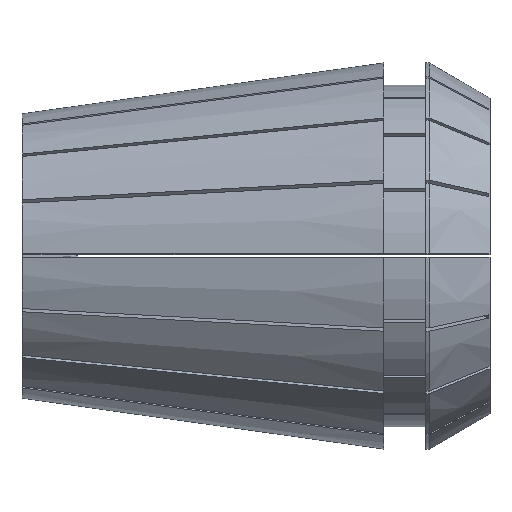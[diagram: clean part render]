
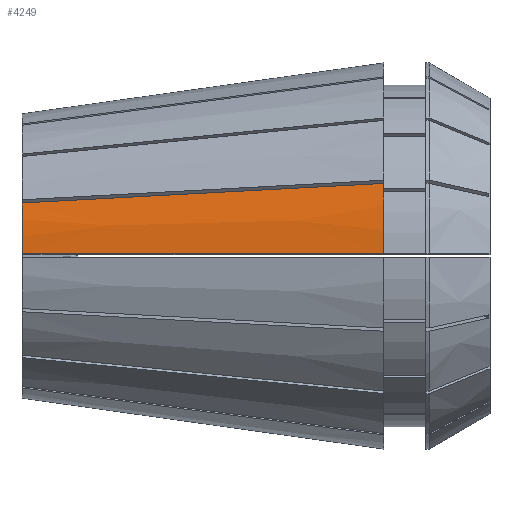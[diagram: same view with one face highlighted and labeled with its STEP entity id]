
A CAD part, top view. The second image highlights one B-rep face of the part: STEP entity #4249.
In plain terms, the highlighted conical face has half-angle 8 degrees and reference radius 16.5 mm.
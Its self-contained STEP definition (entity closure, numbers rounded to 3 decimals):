
#358 = ORIENTED_EDGE ( 'NONE', *, *, #4728, .T. ) ;
#383 = VERTEX_POINT ( 'NONE', #413 ) ;
#402 = CARTESIAN_POINT ( 'NONE',  ( 30.9, 6.176, 15.301 ) ) ;
#413 = CARTESIAN_POINT ( 'NONE',  ( 30.9, 0.15, 16.5 ) ) ;
#677 = AXIS2_PLACEMENT_3D ( 'NONE', #5966, #2943, #6497 ) ;
#863 = CARTESIAN_POINT ( 'NONE',  ( 27.569, 0.15, 16.031 ) ) ;
#887 = CARTESIAN_POINT ( 'NONE',  ( 0., 4.514, 11.289 ) ) ;
#1225 = DIRECTION ( 'NONE',  ( -1., 0., 0. ) ) ;
#1377 = CARTESIAN_POINT ( 'NONE',  ( 18.545, 0.15, 14.763 ) ) ;
#1416 = DIRECTION ( 'NONE',  ( 0., 0., -1. ) ) ;
#1745 = FACE_OUTER_BOUND ( 'NONE', #2540, .T. ) ;
#1886 = CARTESIAN_POINT ( 'NONE',  ( 3.83, 0.15, 12.695 ) ) ;
#2100 = CARTESIAN_POINT ( 'NONE',  ( 0., 0.15, 12.157 ) ) ;
#2370 = CARTESIAN_POINT ( 'NONE',  ( 1.277, 0.15, 12.336 ) ) ;
#2488 = CIRCLE ( 'NONE', #677, 12.158 ) ;
#2498 = EDGE_CURVE ( 'NONE', #2719, #3137, #2488, .T. ) ;
#2540 = EDGE_LOOP ( 'NONE', ( #2798, #358, #6580, #6020 ) ) ;
#2719 = VERTEX_POINT ( 'NONE', #2100 ) ;
#2798 = ORIENTED_EDGE ( 'NONE', *, *, #5011, .T. ) ;
#2898 = DIRECTION ( 'NONE',  ( 1., 0., 0. ) ) ;
#2943 = DIRECTION ( 'NONE',  ( -1., 0., 0. ) ) ;
#3137 = VERTEX_POINT ( 'NONE', #4875 ) ;
#3332 = CARTESIAN_POINT ( 'NONE',  ( 30.9, 0.15, 16.5 ) ) ;
#3402 = CARTESIAN_POINT ( 'NONE',  ( 30.9, 0., 0. ) ) ;
#3538 = CIRCLE ( 'NONE', #4493, 16.5 ) ;
#3862 = CARTESIAN_POINT ( 'NONE',  ( 10.3, 5.068, 12.626 ) ) ;
#3987 = EDGE_CURVE ( 'NONE', #383, #2719, #5031, .T. ) ;
#4196 = CARTESIAN_POINT ( 'NONE',  ( 30.9, 0., 0. ) ) ;
#4249 = ADVANCED_FACE ( 'NONE', ( #1745 ), #5235, .T. ) ;
#4270 = VERTEX_POINT ( 'NONE', #402 ) ;
#4346 = CARTESIAN_POINT ( 'NONE',  ( 25.903, 0.15, 15.797 ) ) ;
#4493 = AXIS2_PLACEMENT_3D ( 'NONE', #4196, #1225, #4697 ) ;
#4697 = DIRECTION ( 'NONE',  ( 0., 0., 1. ) ) ;
#4728 = EDGE_CURVE ( 'NONE', #4270, #3137, #5595, .T. ) ;
#4860 = CARTESIAN_POINT ( 'NONE',  ( 11.188, 0.15, 13.729 ) ) ;
#4875 = CARTESIAN_POINT ( 'NONE',  ( 0., 4.514, 11.289 ) ) ;
#5011 = EDGE_CURVE ( 'NONE', #383, #4270, #3538, .T. ) ;
#5031 = B_SPLINE_CURVE_WITH_KNOTS ( 'NONE', 3,
 ( #3332, #6362, #863, #4346, #1377, #4860, #1886, #5360, #2370, #5868 ),
 .UNSPECIFIED., .F., .F.,
 ( 4, 3, 3, 4 ),
 ( 0.064, 0.069, 0.091, 0.095 ),
 .UNSPECIFIED. ) ;
#5235 = CONICAL_SURFACE ( 'NONE', #5705, 16.5, 0.14 ) ;
#5358 = CARTESIAN_POINT ( 'NONE',  ( 30.9, 6.176, 15.301 ) ) ;
#5360 = CARTESIAN_POINT ( 'NONE',  ( 2.554, 0.15, 12.516 ) ) ;
#5595 = B_SPLINE_CURVE_WITH_KNOTS ( 'NONE', 3,
 ( #5358, #5863, #3862, #887 ),
 .UNSPECIFIED., .F., .F.,
 ( 4, 4 ),
 ( 0., 0.031 ),
 .UNSPECIFIED. ) ;
#5705 = AXIS2_PLACEMENT_3D ( 'NONE', #3402, #2898, #1416 ) ;
#5863 = CARTESIAN_POINT ( 'NONE',  ( 20.6, 5.622, 13.964 ) ) ;
#5868 = CARTESIAN_POINT ( 'NONE',  ( 0., 0.15, 12.157 ) ) ;
#5966 = CARTESIAN_POINT ( 'NONE',  ( 0., 0., 0. ) ) ;
#6020 = ORIENTED_EDGE ( 'NONE', *, *, #3987, .F. ) ;
#6362 = CARTESIAN_POINT ( 'NONE',  ( 29.234, 0.15, 16.266 ) ) ;
#6497 = DIRECTION ( 'NONE',  ( 0., 0., 1. ) ) ;
#6580 = ORIENTED_EDGE ( 'NONE', *, *, #2498, .F. ) ;
